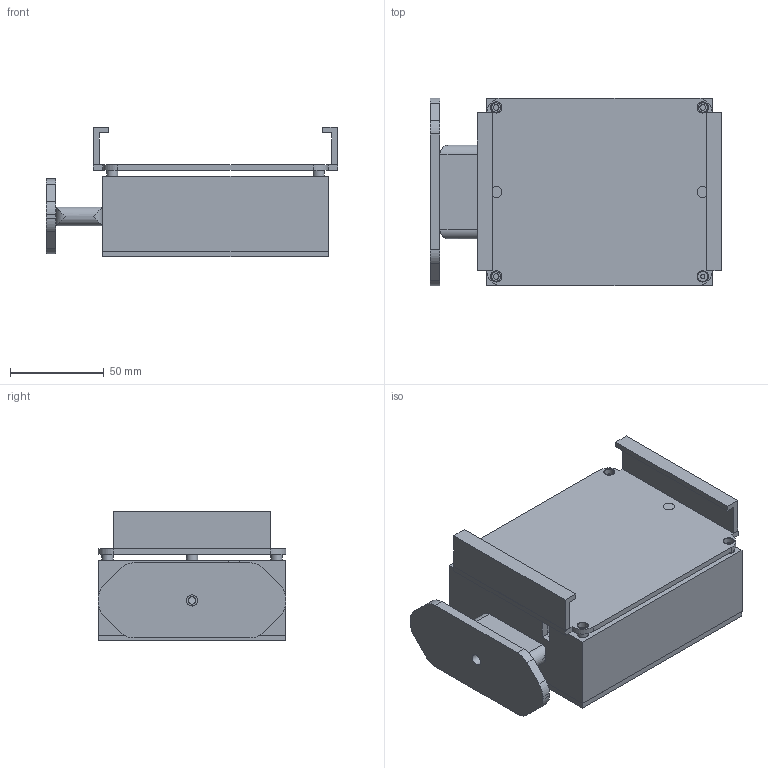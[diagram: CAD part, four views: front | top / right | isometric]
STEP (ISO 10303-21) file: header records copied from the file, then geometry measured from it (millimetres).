
FILE_DESCRIPTION(/* description */ (''),/* implementation_level */ '2;1');
FILE_NAME(/* name */ 'eggnoggpi_case_v21.step',/* time_stamp */ '2024-06-03T00:44:19+02:00',/* author */ (''),/* organization */ (''),/* preprocessor_version */ 'ST-DEVELOPER v20',/* originating_system */ 'Autodesk Translation Framework v12.20.1.177',/* authorisation */ '');
FILE_SCHEMA (('AUTOMOTIVE_DESIGN { 1 0 10303 214 3 1 1 }'));
Products named in the file (27): eggnoggpi; pi0; 40 pin header male Raspberry PI v1; SMD Resistor, Configurable, Raspberry Pi Zero 2 W_R12; 54548-2271, 22 Pin FPC Connector, Raspberry Pi Zero 2 W; RT9081A-1BGQZA, Fixed LDO Voltage Regulator, 0.8V-5.5Vin, 140mV drop,
 1.25Vout, 0.5Aout, Raspberry Pi Zero 2 W_default; LED, Raspberry Pi Zero 2 W; SD Card Slot, Raspberry Pi Zero 2 W; RP3A0-AU 2105 201221C, Raspberry Pi Zero 2 W; Crystal Resonator, Raspberry Pi Zero 2 W; Diode, Schottky, Raspberry Pi Zero 2 W; Mini HDMI Receptacle Port, Raspberry Pi Zero 2 W; Wireless Module Cover, Raspberry Pi Zero 2 W; RT8088AWSC, IC Reg Buck Prog 3A Sync 15WLCSP, Raspberry Pi Zero 2 W_d
efault; SMD Inductor, Configurable, Raspberry Pi Zero 2 W_L1; PCB, Raspberry Pi Zero 2 W; PAM2306AYPKE, Switching Voltage Regulators Dual PWM Step-Down 40uA 1A
 1.5MHz, Raspberry Pi Zero 2 W; SMD Inductor, Configurable, Raspberry Pi Zero 2 W_L2; SMD Resistor, Configurable, Raspberry Pi Zero 2 W_R1; MicroUSB Port, Raspberry Pi Zero 2 W; SMD Capacitor, Configurable, Raspberry Pi Zero 2 W_C1; SMD Capacitor, Configurable, Raspberry Pi Zero 2 W_C3; SMD Capacitor, Configurable, Raspberry Pi Zero 2 W_C10; SMD Capacitor, Configurable, Raspberry Pi Zero 2 W_C2; holder; top; body
Assembly tree (98 placements, depth 3):
  eggnoggpi
    pi0
      SMD Resistor, Configurable, Raspberry Pi Zero 2 W_R1  x20
      40 pin header male Raspberry PI v1
      SMD Capacitor, Configurable, Raspberry Pi Zero 2 W_C2  x31
      SMD Resistor, Configurable, Raspberry Pi Zero 2 W_R12
      SMD Capacitor, Configurable, Raspberry Pi Zero 2 W_C10  x15
      54548-2271, 22 Pin FPC Connector, Raspberry Pi Zero 2 W
      SMD Capacitor, Configurable, Raspberry Pi Zero 2 W_C3  x7
      SMD Capacitor, Configurable, Raspberry Pi Zero 2 W_C1  x3
      RT9081A-1BGQZA, Fixed LDO Voltage Regulator, 0.8V-5.5Vin, 140mV drop,
 1.25Vout, 0.5Aout, Raspberry Pi Zero 2 W_default
      LED, Raspberry Pi Zero 2 W
      SD Card Slot, Raspberry Pi Zero 2 W
      MicroUSB Port, Raspberry Pi Zero 2 W  x2
      RP3A0-AU 2105 201221C, Raspberry Pi Zero 2 W
      Crystal Resonator, Raspberry Pi Zero 2 W
      Diode, Schottky, Raspberry Pi Zero 2 W
      Mini HDMI Receptacle Port, Raspberry Pi Zero 2 W
      Wireless Module Cover, Raspberry Pi Zero 2 W
      RT8088AWSC, IC Reg Buck Prog 3A Sync 15WLCSP, Raspberry Pi Zero 2 W_d
efault
      SMD Inductor, Configurable, Raspberry Pi Zero 2 W_L1
      PCB, Raspberry Pi Zero 2 W
      PAM2306AYPKE, Switching Voltage Regulators Dual PWM Step-Down 40uA 1A
 1.5MHz, Raspberry Pi Zero 2 W
      SMD Inductor, Configurable, Raspberry Pi Zero 2 W_L2
    holder
    top
    body
Bounding box: 155 x 100.01 x 69 mm (x, y, z)
Volume: 279515.1 mm3; surface area: 122939.7 mm2
Topology: 272 solids, 272 shells, 7845 faces, 19886 edges, 12690 vertices
Faces by surface type: plane 5286, cylinder 1709, torus 486, bspline 315, sphere 48, cone 1
Full cylindrical faces by diameter (mm): 1 x40, 1.4 x80, 2.175 x1, 2.7 x8, 3 x5, 4 x1, 5 x6, 5.3 x2, 6 x19
Entity records: 173778 total; most frequent: CARTESIAN_POINT 36696, ORIENTED_EDGE 28634, DIRECTION 27026, EDGE_CURVE 14317, LINE 11078, VECTOR 11078, VERTEX_POINT 9216, AXIS2_PLACEMENT_3D 7974
